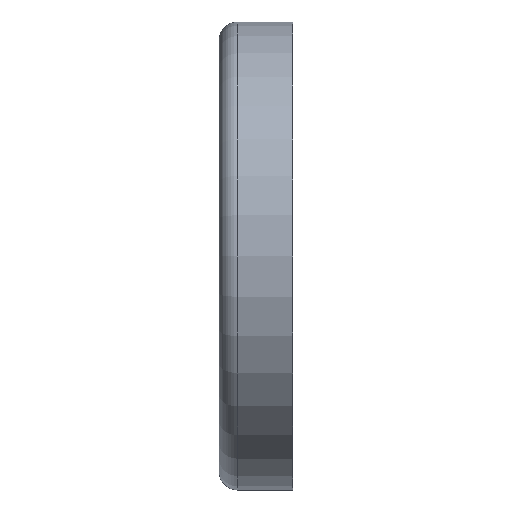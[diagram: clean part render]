
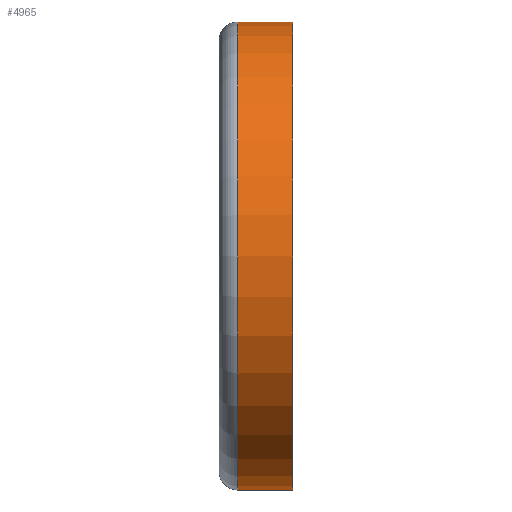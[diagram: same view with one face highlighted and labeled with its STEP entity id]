
A CAD part, left-side view. The second image highlights one B-rep face of the part: STEP entity #4965.
In plain terms, the highlighted cylindrical face has radius 38 mm (diameter 76 mm), a partial arc.
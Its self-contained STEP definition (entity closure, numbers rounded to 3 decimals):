
#78 = CARTESIAN_POINT ( 'NONE',  ( 0., 0., 0. ) ) ;
#534 = CIRCLE ( 'NONE', #8892, 38. ) ;
#720 = VERTEX_POINT ( 'NONE', #7881 ) ;
#789 = DIRECTION ( 'NONE',  ( 0., -1., 0. ) ) ;
#934 = VECTOR ( 'NONE', #9696, 1000. ) ;
#1474 = AXIS2_PLACEMENT_3D ( 'NONE', #78, #2290, #3384 ) ;
#1537 = EDGE_CURVE ( 'NONE', #1704, #720, #534, .T. ) ;
#1704 = VERTEX_POINT ( 'NONE', #11798 ) ;
#1938 = VECTOR ( 'NONE', #4731, 1000. ) ;
#2086 = LINE ( 'NONE', #3672, #1938 ) ;
#2290 = DIRECTION ( 'NONE',  ( 0., -1., 0. ) ) ;
#3384 = DIRECTION ( 'NONE',  ( 0., 0., -1. ) ) ;
#3449 = CARTESIAN_POINT ( 'NONE',  ( 0., 0., 38. ) ) ;
#3672 = CARTESIAN_POINT ( 'NONE',  ( 0., 0., -38. ) ) ;
#4058 = VERTEX_POINT ( 'NONE', #5270 ) ;
#4264 = ORIENTED_EDGE ( 'NONE', *, *, #12024, .F. ) ;
#4624 = EDGE_CURVE ( 'NONE', #720, #4058, #2086, .T. ) ;
#4731 = DIRECTION ( 'NONE',  ( 0., -1., 0. ) ) ;
#4906 = FACE_OUTER_BOUND ( 'NONE', #9581, .T. ) ;
#4965 = ADVANCED_FACE ( 'NONE', ( #4906 ), #11099, .T. ) ;
#5270 = CARTESIAN_POINT ( 'NONE',  ( 0., 0., -38. ) ) ;
#5931 = CIRCLE ( 'NONE', #8930, 38. ) ;
#6149 = DIRECTION ( 'NONE',  ( 0., -1., 0. ) ) ;
#7176 = EDGE_CURVE ( 'NONE', #1704, #9016, #7279, .T. ) ;
#7279 = LINE ( 'NONE', #9888, #934 ) ;
#7314 = DIRECTION ( 'NONE',  ( 0., 0., -1. ) ) ;
#7881 = CARTESIAN_POINT ( 'NONE',  ( 0., 9., -38. ) ) ;
#8232 = ORIENTED_EDGE ( 'NONE', *, *, #7176, .F. ) ;
#8892 = AXIS2_PLACEMENT_3D ( 'NONE', #12402, #6149, #7314 ) ;
#8930 = AXIS2_PLACEMENT_3D ( 'NONE', #11201, #789, #13256 ) ;
#9016 = VERTEX_POINT ( 'NONE', #3449 ) ;
#9581 = EDGE_LOOP ( 'NONE', ( #8232, #10177, #10146, #4264 ) ) ;
#9696 = DIRECTION ( 'NONE',  ( 0., -1., 0. ) ) ;
#9888 = CARTESIAN_POINT ( 'NONE',  ( 0., 0., 38. ) ) ;
#10146 = ORIENTED_EDGE ( 'NONE', *, *, #4624, .T. ) ;
#10177 = ORIENTED_EDGE ( 'NONE', *, *, #1537, .T. ) ;
#11099 = CYLINDRICAL_SURFACE ( 'NONE', #1474, 38. ) ;
#11201 = CARTESIAN_POINT ( 'NONE',  ( 0., 0., 0. ) ) ;
#11798 = CARTESIAN_POINT ( 'NONE',  ( 0., 9., 38. ) ) ;
#12024 = EDGE_CURVE ( 'NONE', #9016, #4058, #5931, .T. ) ;
#12402 = CARTESIAN_POINT ( 'NONE',  ( 0., 9., 0. ) ) ;
#13256 = DIRECTION ( 'NONE',  ( 0., 0., -1. ) ) ;
